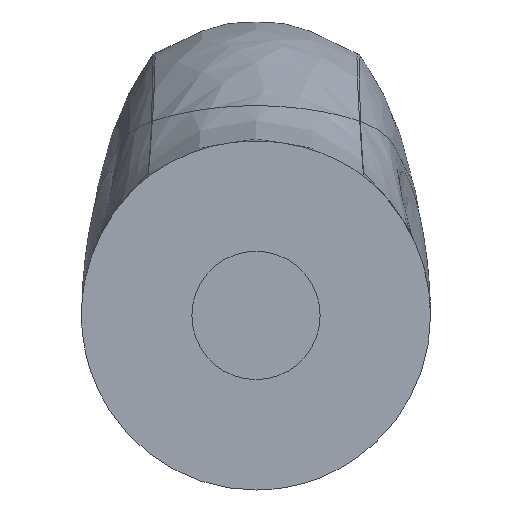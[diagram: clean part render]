
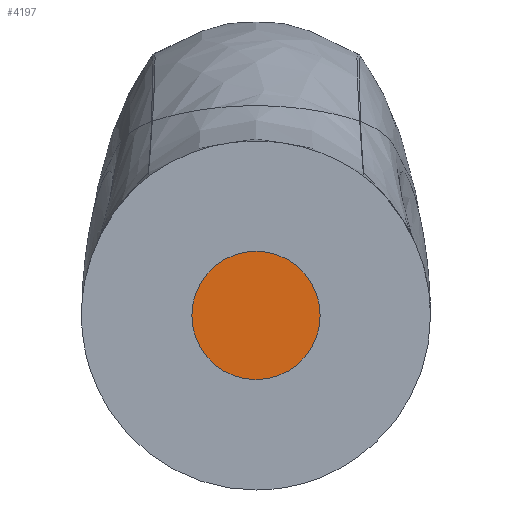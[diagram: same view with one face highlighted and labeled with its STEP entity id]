
A CAD part, front view. The second image highlights one B-rep face of the part: STEP entity #4197.
In plain terms, the highlighted planar face has unit normal (0, -1, 0).
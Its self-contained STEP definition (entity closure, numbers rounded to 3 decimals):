
#345 = AXIS2_PLACEMENT_3D ( 'NONE', #5182, #3748, #2157 ) ;
#886 = CARTESIAN_POINT ( 'NONE',  ( -25., -174.5, 10.5 ) ) ;
#1014 = EDGE_LOOP ( 'NONE', ( #1266, #5725 ) ) ;
#1075 = FACE_OUTER_BOUND ( 'NONE', #1014, .T. ) ;
#1266 = ORIENTED_EDGE ( 'NONE', *, *, #6077, .F. ) ;
#1653 = CARTESIAN_POINT ( 'NONE',  ( 0., -174.5, 10.5 ) ) ;
#1686 = PLANE ( 'NONE',  #345 ) ;
#1866 = CARTESIAN_POINT ( 'NONE',  ( 25., -174.5, 10.5 ) ) ;
#1961 = VERTEX_POINT ( 'NONE', #1866 ) ;
#2076 = CIRCLE ( 'NONE', #3266, 25. ) ;
#2147 = VERTEX_POINT ( 'NONE', #886 ) ;
#2157 = DIRECTION ( 'NONE',  ( 0., 0., 1. ) ) ;
#2836 = CIRCLE ( 'NONE', #6200, 25. ) ;
#3266 = AXIS2_PLACEMENT_3D ( 'NONE', #1653, #5276, #4121 ) ;
#3719 = CARTESIAN_POINT ( 'NONE',  ( 0., -174.5, 10.5 ) ) ;
#3748 = DIRECTION ( 'NONE',  ( 0., 1., 0. ) ) ;
#3752 = DIRECTION ( 'NONE',  ( 0., 1., 0. ) ) ;
#4121 = DIRECTION ( 'NONE',  ( 1., 0., 0. ) ) ;
#4194 = DIRECTION ( 'NONE',  ( 1., 0., 0. ) ) ;
#4197 = ADVANCED_FACE ( 'NONE', ( #1075 ), #1686, .F. ) ;
#5182 = CARTESIAN_POINT ( 'NONE',  ( 0., -174.5, 10.5 ) ) ;
#5276 = DIRECTION ( 'NONE',  ( 0., 1., 0. ) ) ;
#5725 = ORIENTED_EDGE ( 'NONE', *, *, #5907, .F. ) ;
#5907 = EDGE_CURVE ( 'NONE', #2147, #1961, #2836, .T. ) ;
#6077 = EDGE_CURVE ( 'NONE', #1961, #2147, #2076, .T. ) ;
#6200 = AXIS2_PLACEMENT_3D ( 'NONE', #3719, #3752, #4194 ) ;
